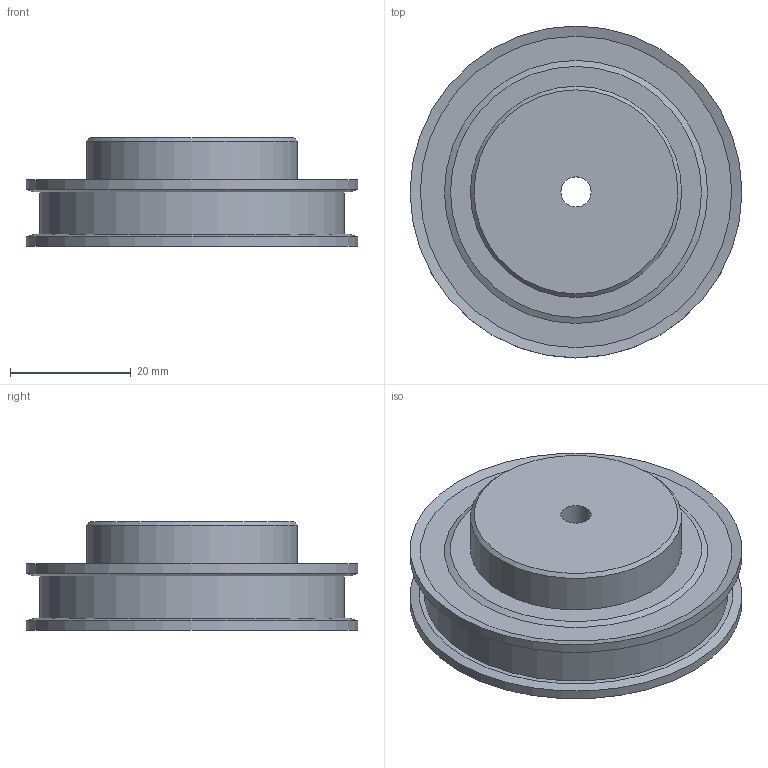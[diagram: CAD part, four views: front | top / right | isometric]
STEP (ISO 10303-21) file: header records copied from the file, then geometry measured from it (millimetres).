
FILE_DESCRIPTION(/* description */ (''),/* implementation_level */ '2;1');
FILE_NAME(/* name */ 'GT2 80T 6mm Pulley_v2.step',/* time_stamp */ '2023-05-23T22:38:21-06:00',/* author */ (''),/* organization */ (''),/* preprocessor_version */ 'ST-DEVELOPER v19.2',/* originating_system */ 'Autodesk Translation Framework v12.4.0.73',/* authorisation */ '');
FILE_SCHEMA (('AUTOMOTIVE_DESIGN { 1 0 10303 214 3 1 1 }'));
Length unit declared in the file: millimetre
Products named in the file (1): GT2 80T 6mm Pulley
Bounding box: 55 x 55 x 18 mm (x, y, z)
Volume: 28914.1 mm3; surface area: 8212.8 mm2
Topology: 1 solids, 1 shells, 19 faces, 32 edges, 20 vertices
Faces by surface type: cone 7, plane 7, cylinder 5
Full cylindrical faces by diameter (mm): 5 x1, 35 x1, 50.4 x1, 55 x2
Entity records: 498 total; most frequent: DIRECTION 92, CARTESIAN_POINT 72, ORIENTED_EDGE 64, AXIS2_PLACEMENT_3D 40, EDGE_CURVE 32, EDGE_LOOP 26, CIRCLE 20, VERTEX_POINT 20
